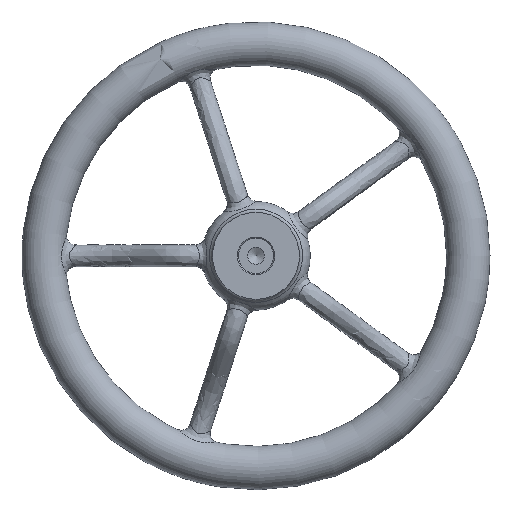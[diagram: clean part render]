
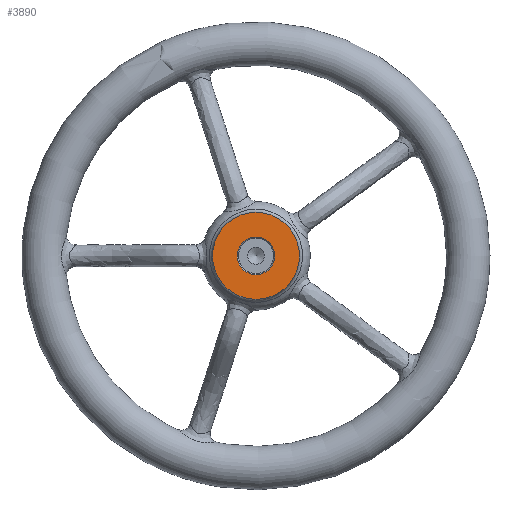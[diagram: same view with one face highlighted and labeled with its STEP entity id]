
A CAD part, front view. The second image highlights one B-rep face of the part: STEP entity #3890.
In plain terms, the highlighted planar face has unit normal (0, -1, 0).
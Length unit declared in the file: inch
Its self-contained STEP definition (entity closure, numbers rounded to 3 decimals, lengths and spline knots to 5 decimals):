
#150 = CARTESIAN_POINT ( 'NONE',  ( 0., 0., 0. ) ) ;
#570 = CARTESIAN_POINT ( 'NONE',  ( 0., 0., -0.43125 ) ) ;
#579 = EDGE_CURVE ( 'NONE', #5713, #5713, #4365, .T. ) ;
#682 = AXIS2_PLACEMENT_3D ( 'NONE', #3479, #4919, #3895 ) ;
#1027 = EDGE_LOOP ( 'NONE', ( #3035 ) ) ;
#1084 = AXIS2_PLACEMENT_3D ( 'NONE', #150, #5851, #5381 ) ;
#1381 = CARTESIAN_POINT ( 'NONE',  ( 0., 0., -1. ) ) ;
#1611 = PLANE ( 'NONE',  #1084 ) ;
#3035 = ORIENTED_EDGE ( 'NONE', *, *, #3429, .F. ) ;
#3429 = EDGE_CURVE ( 'NONE', #3748, #3748, #5551, .T. ) ;
#3479 = CARTESIAN_POINT ( 'NONE',  ( 0., 0., 0. ) ) ;
#3501 = ORIENTED_EDGE ( 'NONE', *, *, #579, .T. ) ;
#3748 = VERTEX_POINT ( 'NONE', #570 ) ;
#3890 = ADVANCED_FACE ( 'NONE', ( #3951, #4417 ), #1611, .T. ) ;
#3895 = DIRECTION ( 'NONE',  ( 0., 0., -1. ) ) ;
#3951 = FACE_BOUND ( 'NONE', #1027, .T. ) ;
#4365 = CIRCLE ( 'NONE', #5353, 1. ) ;
#4417 = FACE_OUTER_BOUND ( 'NONE', #4855, .T. ) ;
#4855 = EDGE_LOOP ( 'NONE', ( #3501 ) ) ;
#4919 = DIRECTION ( 'NONE',  ( 0., -1., 0. ) ) ;
#5216 = DIRECTION ( 'NONE',  ( 0., 0., -1. ) ) ;
#5247 = DIRECTION ( 'NONE',  ( 0., -1., 0. ) ) ;
#5353 = AXIS2_PLACEMENT_3D ( 'NONE', #5688, #5247, #5216 ) ;
#5381 = DIRECTION ( 'NONE',  ( 0., 0., -1. ) ) ;
#5551 = CIRCLE ( 'NONE', #682, 0.43125 ) ;
#5688 = CARTESIAN_POINT ( 'NONE',  ( 0., 0., 0. ) ) ;
#5713 = VERTEX_POINT ( 'NONE', #1381 ) ;
#5851 = DIRECTION ( 'NONE',  ( 0., -1., 0. ) ) ;
